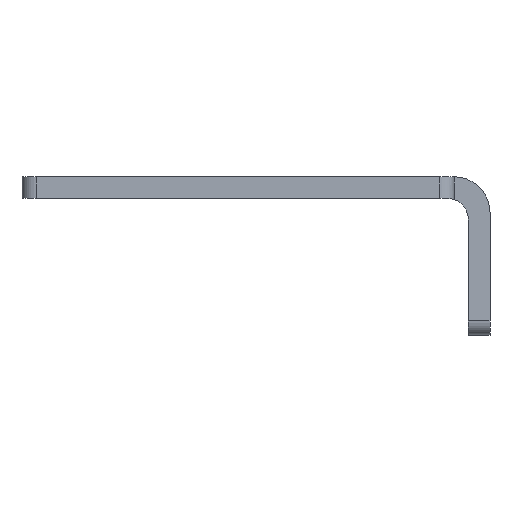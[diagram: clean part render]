
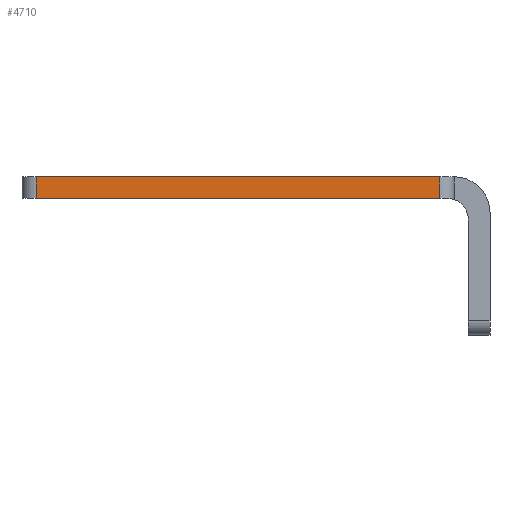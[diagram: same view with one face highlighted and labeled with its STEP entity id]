
A CAD part, left-side view. The second image highlights one B-rep face of the part: STEP entity #4710.
In plain terms, the highlighted planar face has unit normal (-1, 0, 0).
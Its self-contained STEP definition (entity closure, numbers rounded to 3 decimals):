
#117 = PLANE('',#118);
#118 = AXIS2_PLACEMENT_3D('',#119,#120,#121);
#119 = CARTESIAN_POINT('',(-16.977,341.236,
    77.773));
#120 = DIRECTION('',(0.,0.,-1.));
#121 = DIRECTION('',(0.,1.,0.));
#220 = PLANE('',#221);
#221 = AXIS2_PLACEMENT_3D('',#222,#223,#224);
#222 = CARTESIAN_POINT('',(-16.977,403.236,
    80.773));
#223 = DIRECTION('',(0.,0.,1.));
#224 = DIRECTION('',(0.,-1.,0.));
#2166 = VERTEX_POINT('',#2167);
#2167 = CARTESIAN_POINT('',(-16.977,345.236,
    77.773));
#2186 = CYLINDRICAL_SURFACE('',#2187,2.);
#2187 = AXIS2_PLACEMENT_3D('',#2188,#2189,#2190);
#2188 = CARTESIAN_POINT('',(-14.977,345.236,
    67.658));
#2189 = DIRECTION('',(0.,0.,1.));
#2190 = DIRECTION('',(-0.707,-0.707,0.
    ));
#2220 = EDGE_CURVE('',#2221,#2166,#2223,.T.);
#2221 = VERTEX_POINT('',#2222);
#2222 = CARTESIAN_POINT('',(-16.977,401.236,
    77.773));
#2223 = SURFACE_CURVE('',#2224,(#2228,#2235),.PCURVE_S1.);
#2224 = LINE('',#2225,#2226);
#2225 = CARTESIAN_POINT('',(-16.977,403.236,
    77.773));
#2226 = VECTOR('',#2227,1.);
#2227 = DIRECTION('',(0.,-1.,0.));
#2228 = PCURVE('',#117,#2229);
#2229 = DEFINITIONAL_REPRESENTATION('',(#2230),#2234);
#2230 = LINE('',#2231,#2232);
#2231 = CARTESIAN_POINT('',(62.,0.));
#2232 = VECTOR('',#2233,1.);
#2233 = DIRECTION('',(-1.,0.));
#2234 = ( GEOMETRIC_REPRESENTATION_CONTEXT(2) 
PARAMETRIC_REPRESENTATION_CONTEXT() REPRESENTATION_CONTEXT('2D SPACE',''
  ) );
#2235 = PCURVE('',#2236,#2241);
#2236 = PLANE('',#2237);
#2237 = AXIS2_PLACEMENT_3D('',#2238,#2239,#2240);
#2238 = CARTESIAN_POINT('',(-16.977,363.966,
    76.543));
#2239 = DIRECTION('',(1.,0.,0.));
#2240 = DIRECTION('',(0.,0.,-1.));
#2241 = DEFINITIONAL_REPRESENTATION('',(#2242),#2246);
#2242 = LINE('',#2243,#2244);
#2243 = CARTESIAN_POINT('',(-1.23,39.27));
#2244 = VECTOR('',#2245,1.);
#2245 = DIRECTION('',(0.,-1.));
#2246 = ( GEOMETRIC_REPRESENTATION_CONTEXT(2) 
PARAMETRIC_REPRESENTATION_CONTEXT() REPRESENTATION_CONTEXT('2D SPACE',''
  ) );
#2269 = CYLINDRICAL_SURFACE('',#2270,2.);
#2270 = AXIS2_PLACEMENT_3D('',#2271,#2272,#2273);
#2271 = CARTESIAN_POINT('',(-14.977,401.236,
    77.158));
#2272 = DIRECTION('',(0.,0.,-1.));
#2273 = DIRECTION('',(-0.707,0.707,0.
    ));
#2742 = VERTEX_POINT('',#2743);
#2743 = CARTESIAN_POINT('',(-16.977,345.236,
    80.773));
#2791 = EDGE_CURVE('',#2742,#2166,#2792,.T.);
#2792 = SURFACE_CURVE('',#2793,(#2797,#2826),.PCURVE_S1.);
#2793 = LINE('',#2794,#2795);
#2794 = CARTESIAN_POINT('',(-16.977,345.236,
    67.658));
#2795 = VECTOR('',#2796,1.);
#2796 = DIRECTION('',(0.,0.,-1.));
#2797 = PCURVE('',#2186,#2798);
#2798 = DEFINITIONAL_REPRESENTATION('',(#2799),#2825);
#2799 = B_SPLINE_CURVE_WITH_KNOTS('',3,(#2800,#2801,#2802,#2803,#2804,
    #2805,#2806,#2807,#2808,#2809,#2810,#2811,#2812,#2813,#2814,#2815,
    #2816,#2817,#2818,#2819,#2820,#2821,#2822,#2823,#2824),
  .UNSPECIFIED.,.F.,.F.,(4,1,1,1,1,1,1,1,1,1,1,1,1,1,1,1,1,1,1,1,1,1,4),
  (-13.115,-12.979,-12.842,-12.706,
    -12.569,-12.433,-12.297,-12.16,
    -12.024,-11.888,-11.751,-11.615,
    -11.479,-11.342,-11.206,-11.069,
    -10.933,-10.797,-10.66,-10.524,
    -10.388,-10.251,-10.115),
  .QUASI_UNIFORM_KNOTS.);
#2800 = CARTESIAN_POINT('',(-0.785,13.115));
#2801 = CARTESIAN_POINT('',(-0.785,13.069));
#2802 = CARTESIAN_POINT('',(-0.785,12.979));
#2803 = CARTESIAN_POINT('',(-0.785,12.842));
#2804 = CARTESIAN_POINT('',(-0.785,12.706));
#2805 = CARTESIAN_POINT('',(-0.785,12.569));
#2806 = CARTESIAN_POINT('',(-0.785,12.433));
#2807 = CARTESIAN_POINT('',(-0.785,12.297));
#2808 = CARTESIAN_POINT('',(-0.785,12.16));
#2809 = CARTESIAN_POINT('',(-0.785,12.024));
#2810 = CARTESIAN_POINT('',(-0.785,11.888));
#2811 = CARTESIAN_POINT('',(-0.785,11.751));
#2812 = CARTESIAN_POINT('',(-0.785,11.615));
#2813 = CARTESIAN_POINT('',(-0.785,11.479));
#2814 = CARTESIAN_POINT('',(-0.785,11.342));
#2815 = CARTESIAN_POINT('',(-0.785,11.206));
#2816 = CARTESIAN_POINT('',(-0.785,11.069));
#2817 = CARTESIAN_POINT('',(-0.785,10.933));
#2818 = CARTESIAN_POINT('',(-0.785,10.797));
#2819 = CARTESIAN_POINT('',(-0.785,10.66));
#2820 = CARTESIAN_POINT('',(-0.785,10.524));
#2821 = CARTESIAN_POINT('',(-0.785,10.388));
#2822 = CARTESIAN_POINT('',(-0.785,10.251));
#2823 = CARTESIAN_POINT('',(-0.785,10.16));
#2824 = CARTESIAN_POINT('',(-0.785,10.115));
#2825 = ( GEOMETRIC_REPRESENTATION_CONTEXT(2) 
PARAMETRIC_REPRESENTATION_CONTEXT() REPRESENTATION_CONTEXT('2D SPACE',''
  ) );
#2826 = PCURVE('',#2236,#2827);
#2827 = DEFINITIONAL_REPRESENTATION('',(#2828),#2832);
#2828 = LINE('',#2829,#2830);
#2829 = CARTESIAN_POINT('',(8.885,-18.73));
#2830 = VECTOR('',#2831,1.);
#2831 = DIRECTION('',(1.,0.));
#2832 = ( GEOMETRIC_REPRESENTATION_CONTEXT(2) 
PARAMETRIC_REPRESENTATION_CONTEXT() REPRESENTATION_CONTEXT('2D SPACE',''
  ) );
#4448 = EDGE_CURVE('',#2221,#4449,#4451,.T.);
#4449 = VERTEX_POINT('',#4450);
#4450 = CARTESIAN_POINT('',(-16.977,401.236,
    80.773));
#4451 = SURFACE_CURVE('',#4452,(#4456,#4485),.PCURVE_S1.);
#4452 = LINE('',#4453,#4454);
#4453 = CARTESIAN_POINT('',(-16.977,401.236,
    77.158));
#4454 = VECTOR('',#4455,1.);
#4455 = DIRECTION('',(0.,0.,1.));
#4456 = PCURVE('',#2269,#4457);
#4457 = DEFINITIONAL_REPRESENTATION('',(#4458),#4484);
#4458 = B_SPLINE_CURVE_WITH_KNOTS('',3,(#4459,#4460,#4461,#4462,#4463,
    #4464,#4465,#4466,#4467,#4468,#4469,#4470,#4471,#4472,#4473,#4474,
    #4475,#4476,#4477,#4478,#4479,#4480,#4481,#4482,#4483),
  .UNSPECIFIED.,.F.,.F.,(4,1,1,1,1,1,1,1,1,1,1,1,1,1,1,1,1,1,1,1,1,1,4),
  (0.615,0.751,0.888,1.024,
    1.16,1.297,1.433,1.569,
    1.706,1.842,1.979,2.115,
    2.251,2.388,2.524,2.66,
    2.797,2.933,3.069,3.206,
    3.342,3.479,3.615),
  .QUASI_UNIFORM_KNOTS.);
#4459 = CARTESIAN_POINT('',(-0.785,-0.615));
#4460 = CARTESIAN_POINT('',(-0.785,-0.66));
#4461 = CARTESIAN_POINT('',(-0.785,-0.751));
#4462 = CARTESIAN_POINT('',(-0.785,-0.888));
#4463 = CARTESIAN_POINT('',(-0.785,-1.024));
#4464 = CARTESIAN_POINT('',(-0.785,-1.16));
#4465 = CARTESIAN_POINT('',(-0.785,-1.297));
#4466 = CARTESIAN_POINT('',(-0.785,-1.433));
#4467 = CARTESIAN_POINT('',(-0.785,-1.569));
#4468 = CARTESIAN_POINT('',(-0.785,-1.706));
#4469 = CARTESIAN_POINT('',(-0.785,-1.842));
#4470 = CARTESIAN_POINT('',(-0.785,-1.979));
#4471 = CARTESIAN_POINT('',(-0.785,-2.115));
#4472 = CARTESIAN_POINT('',(-0.785,-2.251));
#4473 = CARTESIAN_POINT('',(-0.785,-2.388));
#4474 = CARTESIAN_POINT('',(-0.785,-2.524));
#4475 = CARTESIAN_POINT('',(-0.785,-2.66));
#4476 = CARTESIAN_POINT('',(-0.785,-2.797));
#4477 = CARTESIAN_POINT('',(-0.785,-2.933));
#4478 = CARTESIAN_POINT('',(-0.785,-3.069));
#4479 = CARTESIAN_POINT('',(-0.785,-3.206));
#4480 = CARTESIAN_POINT('',(-0.785,-3.342));
#4481 = CARTESIAN_POINT('',(-0.785,-3.479));
#4482 = CARTESIAN_POINT('',(-0.785,-3.569));
#4483 = CARTESIAN_POINT('',(-0.785,-3.615));
#4484 = ( GEOMETRIC_REPRESENTATION_CONTEXT(2) 
PARAMETRIC_REPRESENTATION_CONTEXT() REPRESENTATION_CONTEXT('2D SPACE',''
  ) );
#4485 = PCURVE('',#2236,#4486);
#4486 = DEFINITIONAL_REPRESENTATION('',(#4487),#4491);
#4487 = LINE('',#4488,#4489);
#4488 = CARTESIAN_POINT('',(-0.615,37.27));
#4489 = VECTOR('',#4490,1.);
#4490 = DIRECTION('',(-1.,0.));
#4491 = ( GEOMETRIC_REPRESENTATION_CONTEXT(2) 
PARAMETRIC_REPRESENTATION_CONTEXT() REPRESENTATION_CONTEXT('2D SPACE',''
  ) );
#4710 = ADVANCED_FACE('',(#4711),#2236,.F.);
#4711 = FACE_BOUND('',#4712,.T.);
#4712 = EDGE_LOOP('',(#4713,#4714,#4735,#4736));
#4713 = ORIENTED_EDGE('',*,*,#2791,.F.);
#4714 = ORIENTED_EDGE('',*,*,#4715,.T.);
#4715 = EDGE_CURVE('',#2742,#4449,#4716,.T.);
#4716 = SURFACE_CURVE('',#4717,(#4721,#4728),.PCURVE_S1.);
#4717 = LINE('',#4718,#4719);
#4718 = CARTESIAN_POINT('',(-16.977,338.236,
    80.773));
#4719 = VECTOR('',#4720,1.);
#4720 = DIRECTION('',(0.,1.,0.));
#4721 = PCURVE('',#2236,#4722);
#4722 = DEFINITIONAL_REPRESENTATION('',(#4723),#4727);
#4723 = LINE('',#4724,#4725);
#4724 = CARTESIAN_POINT('',(-4.23,-25.73));
#4725 = VECTOR('',#4726,1.);
#4726 = DIRECTION('',(0.,1.));
#4727 = ( GEOMETRIC_REPRESENTATION_CONTEXT(2) 
PARAMETRIC_REPRESENTATION_CONTEXT() REPRESENTATION_CONTEXT('2D SPACE',''
  ) );
#4728 = PCURVE('',#220,#4729);
#4729 = DEFINITIONAL_REPRESENTATION('',(#4730),#4734);
#4730 = LINE('',#4731,#4732);
#4731 = CARTESIAN_POINT('',(65.,0.));
#4732 = VECTOR('',#4733,1.);
#4733 = DIRECTION('',(-1.,0.));
#4734 = ( GEOMETRIC_REPRESENTATION_CONTEXT(2) 
PARAMETRIC_REPRESENTATION_CONTEXT() REPRESENTATION_CONTEXT('2D SPACE',''
  ) );
#4735 = ORIENTED_EDGE('',*,*,#4448,.F.);
#4736 = ORIENTED_EDGE('',*,*,#2220,.T.);
